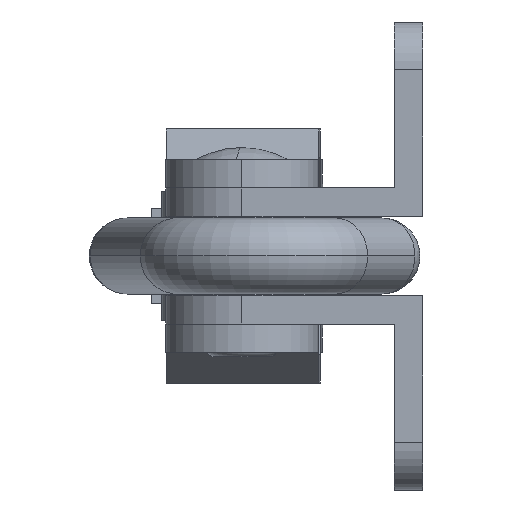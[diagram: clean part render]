
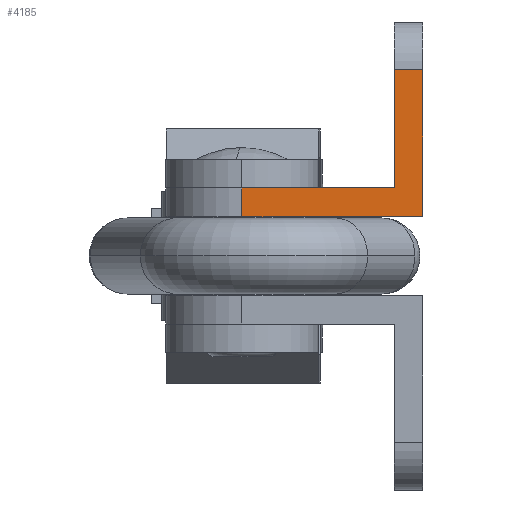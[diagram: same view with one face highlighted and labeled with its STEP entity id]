
A CAD part, left-side view. The second image highlights one B-rep face of the part: STEP entity #4185.
In plain terms, the highlighted planar face has unit normal (-1, 0, 0).
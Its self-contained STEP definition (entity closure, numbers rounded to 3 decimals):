
#102 = LINE ( 'NONE', #5367, #4680 ) ;
#198 = DIRECTION ( 'NONE',  ( 0., 1., 0. ) ) ;
#216 = DIRECTION ( 'NONE',  ( 0., 0., -1. ) ) ;
#232 = CARTESIAN_POINT ( 'NONE',  ( 0., 0., 4.15 ) ) ;
#313 = VERTEX_POINT ( 'NONE', #4656 ) ;
#377 = PLANE ( 'NONE',  #2781 ) ;
#463 = VERTEX_POINT ( 'NONE', #232 ) ;
#602 = VERTEX_POINT ( 'NONE', #3627 ) ;
#750 = LINE ( 'NONE', #4217, #2982 ) ;
#766 = EDGE_LOOP ( 'NONE', ( #3405, #1735, #3152, #5214, #2205, #1715 ) ) ;
#866 = CARTESIAN_POINT ( 'NONE',  ( 0., 3., 4.15 ) ) ;
#896 = LINE ( 'NONE', #2156, #1954 ) ;
#1172 = DIRECTION ( 'NONE',  ( 0., -1., 0. ) ) ;
#1252 = CARTESIAN_POINT ( 'NONE',  ( 0., 0., 19.6 ) ) ;
#1588 = DIRECTION ( 'NONE',  ( 1., 0., 0. ) ) ;
#1604 = VERTEX_POINT ( 'NONE', #1252 ) ;
#1715 = ORIENTED_EDGE ( 'NONE', *, *, #4783, .T. ) ;
#1735 = ORIENTED_EDGE ( 'NONE', *, *, #4652, .T. ) ;
#1821 = DIRECTION ( 'NONE',  ( 0., 0., 1. ) ) ;
#1954 = VECTOR ( 'NONE', #198, 1000. ) ;
#1957 = CARTESIAN_POINT ( 'NONE',  ( 0., 19., 7.15 ) ) ;
#1963 = VERTEX_POINT ( 'NONE', #3733 ) ;
#2150 = DIRECTION ( 'NONE',  ( 0., 0., 1. ) ) ;
#2156 = CARTESIAN_POINT ( 'NONE',  ( 0., 0., 19.6 ) ) ;
#2176 = LINE ( 'NONE', #866, #4494 ) ;
#2205 = ORIENTED_EDGE ( 'NONE', *, *, #4765, .F. ) ;
#2493 = VECTOR ( 'NONE', #2953, 1000. ) ;
#2587 = DIRECTION ( 'NONE',  ( 0., 0., -1. ) ) ;
#2781 = AXIS2_PLACEMENT_3D ( 'NONE', #4302, #1588, #2587 ) ;
#2793 = FACE_OUTER_BOUND ( 'NONE', #766, .T. ) ;
#2953 = DIRECTION ( 'NONE',  ( 0., 1., 0. ) ) ;
#2982 = VECTOR ( 'NONE', #216, 1000. ) ;
#3152 = ORIENTED_EDGE ( 'NONE', *, *, #4754, .T. ) ;
#3405 = ORIENTED_EDGE ( 'NONE', *, *, #4712, .F. ) ;
#3587 = VERTEX_POINT ( 'NONE', #1957 ) ;
#3627 = CARTESIAN_POINT ( 'NONE',  ( 0., 19., 4.15 ) ) ;
#3733 = CARTESIAN_POINT ( 'NONE',  ( 0., 3., 19.6 ) ) ;
#4185 = ADVANCED_FACE ( 'NONE', ( #2793 ), #377, .F. ) ;
#4217 = CARTESIAN_POINT ( 'NONE',  ( 0., 19., 7.15 ) ) ;
#4302 = CARTESIAN_POINT ( 'NONE',  ( 0., 0., 4.15 ) ) ;
#4466 = EDGE_CURVE ( 'NONE', #313, #1963, #2176, .T. ) ;
#4494 = VECTOR ( 'NONE', #2150, 1000. ) ;
#4551 = LINE ( 'NONE', #5135, #2493 ) ;
#4652 = EDGE_CURVE ( 'NONE', #463, #1604, #102, .T. ) ;
#4656 = CARTESIAN_POINT ( 'NONE',  ( 0., 3., 7.15 ) ) ;
#4680 = VECTOR ( 'NONE', #1821, 1000. ) ;
#4712 = EDGE_CURVE ( 'NONE', #463, #602, #4551, .T. ) ;
#4721 = CARTESIAN_POINT ( 'NONE',  ( 0., 19., 7.15 ) ) ;
#4754 = EDGE_CURVE ( 'NONE', #1604, #1963, #896, .T. ) ;
#4765 = EDGE_CURVE ( 'NONE', #3587, #313, #5449, .T. ) ;
#4783 = EDGE_CURVE ( 'NONE', #3587, #602, #750, .T. ) ;
#5135 = CARTESIAN_POINT ( 'NONE',  ( 0., 0., 4.15 ) ) ;
#5214 = ORIENTED_EDGE ( 'NONE', *, *, #4466, .F. ) ;
#5314 = VECTOR ( 'NONE', #1172, 1000. ) ;
#5367 = CARTESIAN_POINT ( 'NONE',  ( 0., 0., 4.15 ) ) ;
#5449 = LINE ( 'NONE', #4721, #5314 ) ;
